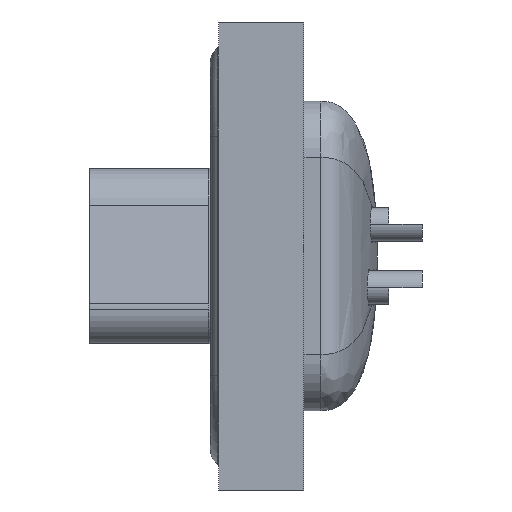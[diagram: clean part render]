
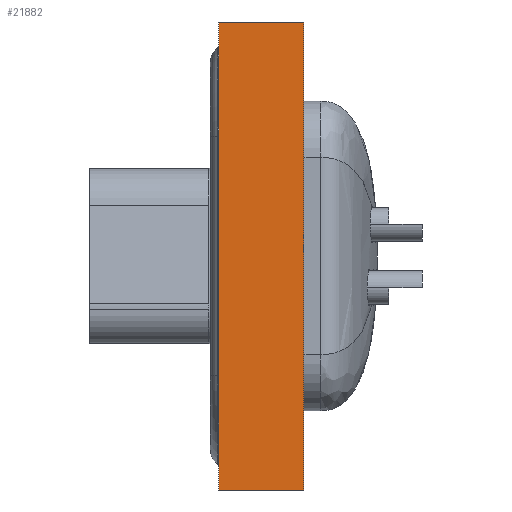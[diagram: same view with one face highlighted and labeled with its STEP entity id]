
A CAD part, left-side view. The second image highlights one B-rep face of the part: STEP entity #21882.
In plain terms, the highlighted planar face has unit normal (-1, 0, 0).
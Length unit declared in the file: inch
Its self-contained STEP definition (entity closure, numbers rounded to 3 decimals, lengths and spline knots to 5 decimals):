
#15845 = CARTESIAN_POINT ( 'NONE',  ( -0.9405, 0.07579, -0.41535 ) ) ;
#15847 = DIRECTION ( 'NONE',  ( 0., -1., 0. ) ) ;
#15848 = VECTOR ( 'NONE', #15847, 39.37008 ) ;
#15849 = CARTESIAN_POINT ( 'NONE',  ( -0.9405, 0.07579, -0.41535 ) ) ;
#15850 = LINE ( 'NONE', #15849, #15848 ) ;
#15983 = PLANE ( 'NONE',  #16033 ) ;
#15984 = FACE_OUTER_BOUND ( 'NONE', #21898, .T. ) ;
#15989 = DIRECTION ( 'NONE',  ( 0., 0., 1. ) ) ;
#15990 = VECTOR ( 'NONE', #15989, 39.37008 ) ;
#15991 = CARTESIAN_POINT ( 'NONE',  ( -0.9405, 0.07579, -0.41535 ) ) ;
#15992 = LINE ( 'NONE', #15991, #15990 ) ;
#16030 = DIRECTION ( 'NONE',  ( 0., 0., -1. ) ) ;
#16031 = DIRECTION ( 'NONE',  ( 1., 0., 0. ) ) ;
#16032 = CARTESIAN_POINT ( 'NONE',  ( -0.9405, 0.07579, -0.41535 ) ) ;
#16033 = AXIS2_PLACEMENT_3D ( 'NONE', #16032, #16031, #16030 ) ;
#16381 = DIRECTION ( 'NONE',  ( 0., -1., 0. ) ) ;
#16382 = VECTOR ( 'NONE', #16381, 39.37008 ) ;
#16383 = CARTESIAN_POINT ( 'NONE',  ( -0.9405, 0.07579, 0.41535 ) ) ;
#16384 = LINE ( 'NONE', #16383, #16382 ) ;
#16431 = CARTESIAN_POINT ( 'NONE',  ( -0.9405, 0.07579, 0.41535 ) ) ;
#16825 = CARTESIAN_POINT ( 'NONE',  ( -0.9405, -0.07579, -0.41535 ) ) ;
#16866 = DIRECTION ( 'NONE',  ( 0., 0., 1. ) ) ;
#16868 = VECTOR ( 'NONE', #16866, 39.37008 ) ;
#16869 = CARTESIAN_POINT ( 'NONE',  ( -0.9405, -0.07579, -0.41535 ) ) ;
#16870 = LINE ( 'NONE', #16869, #16868 ) ;
#16872 = CARTESIAN_POINT ( 'NONE',  ( -0.9405, -0.07579, 0.41535 ) ) ;
#21763 = ORIENTED_EDGE ( 'NONE', *, *, #21772, .T. ) ;
#21772 = EDGE_CURVE ( 'NONE', #21774, #22740, #15850, .T. ) ;
#21774 = VERTEX_POINT ( 'NONE', #15845 ) ;
#21781 = ORIENTED_EDGE ( 'NONE', *, *, #21879, .F. ) ;
#21879 = EDGE_CURVE ( 'NONE', #21774, #22595, #15992, .T. ) ;
#21882 = ADVANCED_FACE ( 'NONE', ( #15984 ), #15983, .F. ) ;
#21898 = EDGE_LOOP ( 'NONE', ( #22772, #22607, #21781, #21763 ) ) ;
#22586 = EDGE_CURVE ( 'NONE', #22595, #22773, #16384, .T. ) ;
#22595 = VERTEX_POINT ( 'NONE', #16431 ) ;
#22607 = ORIENTED_EDGE ( 'NONE', *, *, #22586, .F. ) ;
#22740 = VERTEX_POINT ( 'NONE', #16825 ) ;
#22772 = ORIENTED_EDGE ( 'NONE', *, *, #22779, .T. ) ;
#22773 = VERTEX_POINT ( 'NONE', #16872 ) ;
#22779 = EDGE_CURVE ( 'NONE', #22740, #22773, #16870, .T. ) ;
